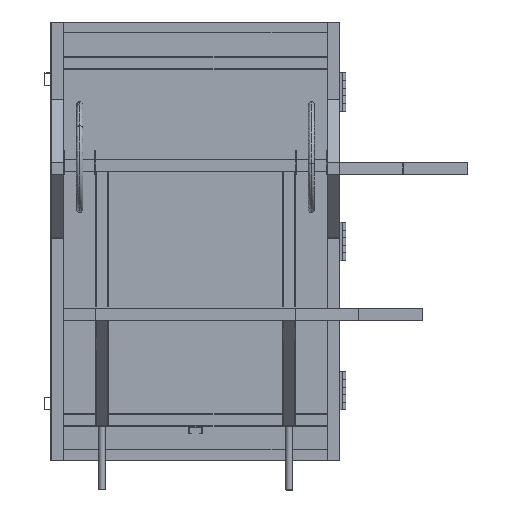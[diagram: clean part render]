
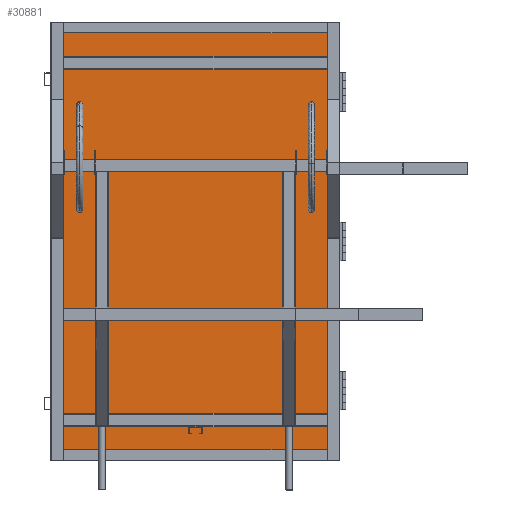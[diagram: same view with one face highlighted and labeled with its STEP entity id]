
A CAD part, front view. The second image highlights one B-rep face of the part: STEP entity #30881.
In plain terms, the highlighted free-form (B-spline) face has degree [1, 1] with [2, 2] control points.
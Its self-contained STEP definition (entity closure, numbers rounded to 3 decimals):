
#30881 = ADVANCED_FACE('',(#30882),#30912,.F.);
#30882 = FACE_BOUND('',#30883,.T.);
#30883 = EDGE_LOOP('',(#30884,#30893,#30900,#30907));
#30884 = ORIENTED_EDGE('',*,*,#30885,.F.);
#30885 = EDGE_CURVE('',#30886,#30888,#30890,.T.);
#30886 = VERTEX_POINT('',#30887);
#30887 = CARTESIAN_POINT('',(1562.911,1608.258,
    3106.386));
#30888 = VERTEX_POINT('',#30889);
#30889 = CARTESIAN_POINT('',(1562.911,1608.258,
    611.839));
#30890 = B_SPLINE_CURVE_WITH_KNOTS('',1,(#30891,#30892),.UNSPECIFIED.,
  .F.,.F.,(2,2),(-1719.,-3.),.PIECEWISE_BEZIER_KNOTS.);
#30891 = CARTESIAN_POINT('',(1562.911,1608.258,
    3106.386));
#30892 = CARTESIAN_POINT('',(1562.911,1608.258,
    611.839));
#30893 = ORIENTED_EDGE('',*,*,#30894,.F.);
#30894 = EDGE_CURVE('',#30895,#30886,#30897,.T.);
#30895 = VERTEX_POINT('',#30896);
#30896 = CARTESIAN_POINT('',(-76.862,1608.258,
    3106.386));
#30897 = B_SPLINE_CURVE_WITH_KNOTS('',1,(#30898,#30899),.UNSPECIFIED.,
  .F.,.F.,(2,2),(3.,1131.),.PIECEWISE_BEZIER_KNOTS.);
#30898 = CARTESIAN_POINT('',(-76.862,1608.258,
    3106.386));
#30899 = CARTESIAN_POINT('',(1562.911,1608.258,
    3106.386));
#30900 = ORIENTED_EDGE('',*,*,#30901,.F.);
#30901 = EDGE_CURVE('',#30902,#30895,#30904,.T.);
#30902 = VERTEX_POINT('',#30903);
#30903 = CARTESIAN_POINT('',(-76.862,1608.258,
    611.839));
#30904 = B_SPLINE_CURVE_WITH_KNOTS('',1,(#30905,#30906),.UNSPECIFIED.,
  .F.,.F.,(2,2),(3.,1719.),.PIECEWISE_BEZIER_KNOTS.);
#30905 = CARTESIAN_POINT('',(-76.862,1608.258,
    611.839));
#30906 = CARTESIAN_POINT('',(-76.862,1608.258,
    3106.386));
#30907 = ORIENTED_EDGE('',*,*,#30908,.F.);
#30908 = EDGE_CURVE('',#30888,#30902,#30909,.T.);
#30909 = B_SPLINE_CURVE_WITH_KNOTS('',1,(#30910,#30911),.UNSPECIFIED.,
  .F.,.F.,(2,2),(-1131.,-3.),.PIECEWISE_BEZIER_KNOTS.);
#30910 = CARTESIAN_POINT('',(1562.911,1608.258,
    611.839));
#30911 = CARTESIAN_POINT('',(-76.862,1608.258,
    611.839));
#30912 = B_SPLINE_SURFACE_WITH_KNOTS('',1,1,(
    (#30913,#30914)
    ,(#30915,#30916
  )),.UNSPECIFIED.,.F.,.F.,.F.,(2,2),(2,2),(-858.,858.),(-564.,564.),
  .PIECEWISE_BEZIER_KNOTS.);
#30913 = CARTESIAN_POINT('',(-76.862,1608.258,
    611.839));
#30914 = CARTESIAN_POINT('',(1562.911,1608.258,
    611.839));
#30915 = CARTESIAN_POINT('',(-76.862,1608.258,
    3106.386));
#30916 = CARTESIAN_POINT('',(1562.911,1608.258,
    3106.386));
